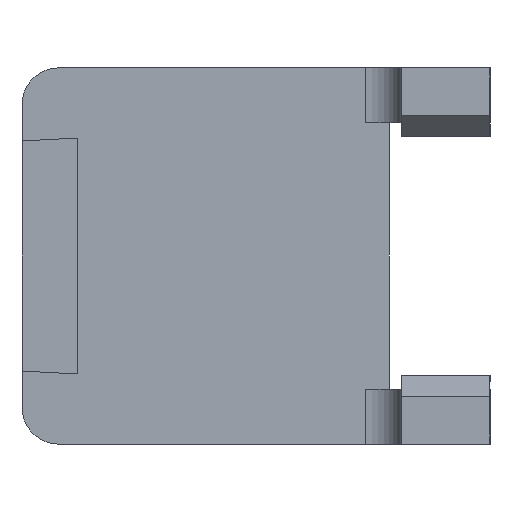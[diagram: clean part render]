
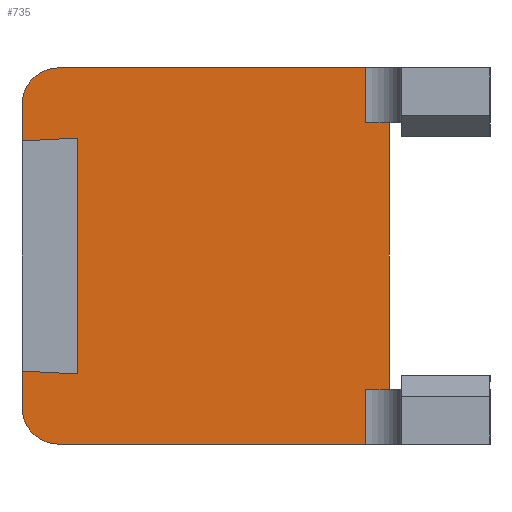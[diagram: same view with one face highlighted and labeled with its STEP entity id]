
A CAD part, left-side view. The second image highlights one B-rep face of the part: STEP entity #735.
In plain terms, the highlighted planar face has unit normal (-1, 0, 0).
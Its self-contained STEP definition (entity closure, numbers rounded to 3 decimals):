
#27 = CARTESIAN_POINT ( 'NONE',  ( 0., 5.5, 10.25 ) ) ;
#55 = CARTESIAN_POINT ( 'NONE',  ( 0., 25.5, 6.27 ) ) ;
#68 = VECTOR ( 'NONE', #1736, 1000. ) ;
#72 = VERTEX_POINT ( 'NONE', #411 ) ;
#76 = VERTEX_POINT ( 'NONE', #976 ) ;
#77 = CARTESIAN_POINT ( 'NONE',  ( 0., 6.8, 10.25 ) ) ;
#81 = EDGE_CURVE ( 'NONE', #76, #857, #975, .T. ) ;
#84 = CARTESIAN_POINT ( 'NONE',  ( 0., 6.8, -7.25 ) ) ;
#91 = DIRECTION ( 'NONE',  ( 1., 0., 0. ) ) ;
#116 = LINE ( 'NONE', #153, #629 ) ;
#129 = ORIENTED_EDGE ( 'NONE', *, *, #1424, .F. ) ;
#151 = VERTEX_POINT ( 'NONE', #690 ) ;
#153 = CARTESIAN_POINT ( 'NONE',  ( 0., 6.8, 10.25 ) ) ;
#174 = VECTOR ( 'NONE', #407, 1000. ) ;
#188 = DIRECTION ( 'NONE',  ( 0., -1., 0. ) ) ;
#270 = DIRECTION ( 'NONE',  ( 0., -1., 0. ) ) ;
#294 = VERTEX_POINT ( 'NONE', #1483 ) ;
#310 = LINE ( 'NONE', #1800, #174 ) ;
#315 = FACE_OUTER_BOUND ( 'NONE', #415, .T. ) ;
#338 = CIRCLE ( 'NONE', #476, 2. ) ;
#343 = VERTEX_POINT ( 'NONE', #368 ) ;
#358 = ORIENTED_EDGE ( 'NONE', *, *, #463, .T. ) ;
#360 = VERTEX_POINT ( 'NONE', #1082 ) ;
#365 = DIRECTION ( 'NONE',  ( 1., 0., 0. ) ) ;
#368 = CARTESIAN_POINT ( 'NONE',  ( 0., 6.8, -10.25 ) ) ;
#402 = VECTOR ( 'NONE', #1750, 1000. ) ;
#407 = DIRECTION ( 'NONE',  ( 0., -0.999, -0.052 ) ) ;
#411 = CARTESIAN_POINT ( 'NONE',  ( 0., 6.8, 7.25 ) ) ;
#414 = DIRECTION ( 'NONE',  ( 0., 0., -1. ) ) ;
#415 = EDGE_LOOP ( 'NONE', ( #1598, #972, #129, #1335, #1106, #1383, #1690, #358, #1368, #1815, #1181, #525, #1178, #1168 ) ) ;
#433 = LINE ( 'NONE', #27, #616 ) ;
#463 = EDGE_CURVE ( 'NONE', #1059, #343, #994, .T. ) ;
#476 = AXIS2_PLACEMENT_3D ( 'NONE', #802, #91, #916 ) ;
#487 = VECTOR ( 'NONE', #414, 1000. ) ;
#525 = ORIENTED_EDGE ( 'NONE', *, *, #1154, .T. ) ;
#533 = VERTEX_POINT ( 'NONE', #862 ) ;
#545 = EDGE_CURVE ( 'NONE', #980, #1303, #433, .T. ) ;
#552 = VECTOR ( 'NONE', #781, 1000. ) ;
#555 = EDGE_CURVE ( 'NONE', #1718, #1141, #1807, .T. ) ;
#571 = CARTESIAN_POINT ( 'NONE',  ( 0., 25.5, 10.25 ) ) ;
#578 = LINE ( 'NONE', #608, #68 ) ;
#608 = CARTESIAN_POINT ( 'NONE',  ( 0., 6.8, 10.25 ) ) ;
#616 = VECTOR ( 'NONE', #1559, 1000. ) ;
#629 = VECTOR ( 'NONE', #835, 1000. ) ;
#641 = CARTESIAN_POINT ( 'NONE',  ( 0., 25.5, 6.27 ) ) ;
#690 = CARTESIAN_POINT ( 'NONE',  ( 0., 22.5, 6.427 ) ) ;
#719 = EDGE_CURVE ( 'NONE', #533, #343, #578, .T. ) ;
#735 = ADVANCED_FACE ( 'NONE', ( #315 ), #1452, .F. ) ;
#779 = EDGE_CURVE ( 'NONE', #980, #533, #1142, .T. ) ;
#781 = DIRECTION ( 'NONE',  ( 0., 0.999, -0.052 ) ) ;
#798 = EDGE_CURVE ( 'NONE', #1718, #76, #338, .T. ) ;
#802 = CARTESIAN_POINT ( 'NONE',  ( 0., 23.5, 8.25 ) ) ;
#811 = LINE ( 'NONE', #571, #487 ) ;
#831 = CARTESIAN_POINT ( 'NONE',  ( 0., 0., -10.25 ) ) ;
#835 = DIRECTION ( 'NONE',  ( 0., 0., -1. ) ) ;
#857 = VERTEX_POINT ( 'NONE', #77 ) ;
#860 = VECTOR ( 'NONE', #270, 1000. ) ;
#862 = CARTESIAN_POINT ( 'NONE',  ( 0., 6.8, -7.25 ) ) ;
#884 = CARTESIAN_POINT ( 'NONE',  ( 0., 0., 10.25 ) ) ;
#916 = DIRECTION ( 'NONE',  ( 0., 0., 1. ) ) ;
#954 = EDGE_CURVE ( 'NONE', #360, #151, #1121, .T. ) ;
#972 = ORIENTED_EDGE ( 'NONE', *, *, #555, .T. ) ;
#975 = LINE ( 'NONE', #884, #1583 ) ;
#976 = CARTESIAN_POINT ( 'NONE',  ( 0., 23.5, 10.25 ) ) ;
#980 = VERTEX_POINT ( 'NONE', #1238 ) ;
#986 = VERTEX_POINT ( 'NONE', #1801 ) ;
#994 = LINE ( 'NONE', #831, #860 ) ;
#1031 = VECTOR ( 'NONE', #1769, 1000. ) ;
#1059 = VERTEX_POINT ( 'NONE', #1597 ) ;
#1082 = CARTESIAN_POINT ( 'NONE',  ( 0., 22.5, -6.427 ) ) ;
#1106 = ORIENTED_EDGE ( 'NONE', *, *, #1538, .F. ) ;
#1112 = AXIS2_PLACEMENT_3D ( 'NONE', #1413, #1428, #1139 ) ;
#1121 = LINE ( 'NONE', #1797, #1270 ) ;
#1134 = DIRECTION ( 'NONE',  ( 0., 0., -1. ) ) ;
#1139 = DIRECTION ( 'NONE',  ( 0., 0., 1. ) ) ;
#1141 = VERTEX_POINT ( 'NONE', #55 ) ;
#1142 = LINE ( 'NONE', #84, #1031 ) ;
#1154 = EDGE_CURVE ( 'NONE', #1303, #72, #1729, .T. ) ;
#1168 = ORIENTED_EDGE ( 'NONE', *, *, #81, .F. ) ;
#1178 = ORIENTED_EDGE ( 'NONE', *, *, #1722, .F. ) ;
#1181 = ORIENTED_EDGE ( 'NONE', *, *, #545, .T. ) ;
#1238 = CARTESIAN_POINT ( 'NONE',  ( 0., 5.5, -7.25 ) ) ;
#1270 = VECTOR ( 'NONE', #1655, 1000. ) ;
#1303 = VERTEX_POINT ( 'NONE', #1485 ) ;
#1335 = ORIENTED_EDGE ( 'NONE', *, *, #954, .F. ) ;
#1351 = AXIS2_PLACEMENT_3D ( 'NONE', #1592, #365, #1784 ) ;
#1368 = ORIENTED_EDGE ( 'NONE', *, *, #719, .F. ) ;
#1380 = CARTESIAN_POINT ( 'NONE',  ( 0., 25.5, 8.25 ) ) ;
#1383 = ORIENTED_EDGE ( 'NONE', *, *, #1681, .T. ) ;
#1402 = VECTOR ( 'NONE', #1134, 1000. ) ;
#1413 = CARTESIAN_POINT ( 'NONE',  ( 0., 23.5, -8.25 ) ) ;
#1415 = CIRCLE ( 'NONE', #1112, 2. ) ;
#1424 = EDGE_CURVE ( 'NONE', #151, #1141, #1486, .T. ) ;
#1428 = DIRECTION ( 'NONE',  ( 1., 0., 0. ) ) ;
#1452 = PLANE ( 'NONE',  #1351 ) ;
#1483 = CARTESIAN_POINT ( 'NONE',  ( 0., 25.5, -8.25 ) ) ;
#1485 = CARTESIAN_POINT ( 'NONE',  ( 0., 5.5, 7.25 ) ) ;
#1486 = LINE ( 'NONE', #641, #552 ) ;
#1538 = EDGE_CURVE ( 'NONE', #986, #360, #310, .T. ) ;
#1559 = DIRECTION ( 'NONE',  ( 0., 0., 1. ) ) ;
#1583 = VECTOR ( 'NONE', #188, 1000. ) ;
#1592 = CARTESIAN_POINT ( 'NONE',  ( 0., 25.5, 10.25 ) ) ;
#1597 = CARTESIAN_POINT ( 'NONE',  ( 0., 23.5, -10.25 ) ) ;
#1598 = ORIENTED_EDGE ( 'NONE', *, *, #798, .F. ) ;
#1655 = DIRECTION ( 'NONE',  ( 0., 0., 1. ) ) ;
#1681 = EDGE_CURVE ( 'NONE', #986, #294, #811, .T. ) ;
#1690 = ORIENTED_EDGE ( 'NONE', *, *, #1744, .F. ) ;
#1694 = CARTESIAN_POINT ( 'NONE',  ( 0., 25.5, 10.25 ) ) ;
#1718 = VERTEX_POINT ( 'NONE', #1380 ) ;
#1722 = EDGE_CURVE ( 'NONE', #857, #72, #116, .T. ) ;
#1729 = LINE ( 'NONE', #1746, #402 ) ;
#1736 = DIRECTION ( 'NONE',  ( 0., 0., -1. ) ) ;
#1744 = EDGE_CURVE ( 'NONE', #1059, #294, #1415, .T. ) ;
#1746 = CARTESIAN_POINT ( 'NONE',  ( 0., 6.8, 7.25 ) ) ;
#1750 = DIRECTION ( 'NONE',  ( 0., 1., 0. ) ) ;
#1769 = DIRECTION ( 'NONE',  ( 0., 1., 0. ) ) ;
#1784 = DIRECTION ( 'NONE',  ( 0., 0., -1. ) ) ;
#1797 = CARTESIAN_POINT ( 'NONE',  ( 0., 22.5, 10.25 ) ) ;
#1800 = CARTESIAN_POINT ( 'NONE',  ( 0., 25.5, -6.27 ) ) ;
#1801 = CARTESIAN_POINT ( 'NONE',  ( 0., 25.5, -6.27 ) ) ;
#1807 = LINE ( 'NONE', #1694, #1402 ) ;
#1815 = ORIENTED_EDGE ( 'NONE', *, *, #779, .F. ) ;
